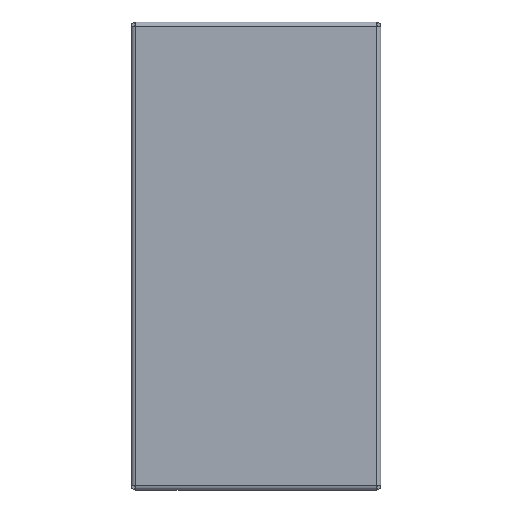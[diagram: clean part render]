
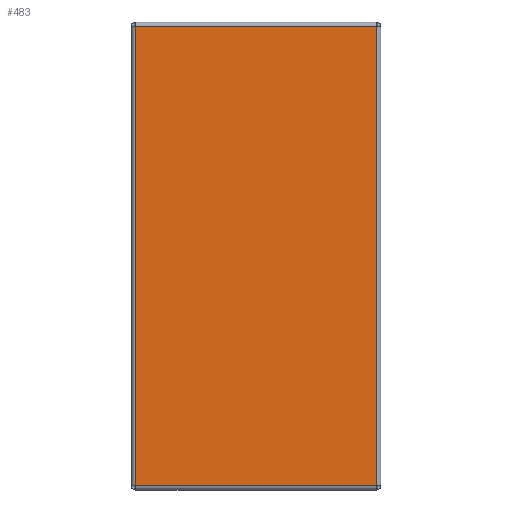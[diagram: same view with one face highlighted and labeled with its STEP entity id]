
A CAD part, front view. The second image highlights one B-rep face of the part: STEP entity #483.
In plain terms, the highlighted planar face has unit normal (0, -1, 0).
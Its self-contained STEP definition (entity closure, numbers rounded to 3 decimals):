
#483 = ADVANCED_FACE( '', ( #1157 ), #1158, .T. );
#1157 = FACE_OUTER_BOUND( '', #4984, .T. );
#1158 = PLANE( '', #4985 );
#4984 = EDGE_LOOP( '', ( #11248, #11249, #11250, #11251 ) );
#4985 = AXIS2_PLACEMENT_3D( '', #11252, #11253, #11254 );
#11248 = ORIENTED_EDGE( '', *, *, #13026, .T. );
#11249 = ORIENTED_EDGE( '', *, *, #13055, .T. );
#11250 = ORIENTED_EDGE( '', *, *, #13056, .T. );
#11251 = ORIENTED_EDGE( '', *, *, #13057, .T. );
#11252 = CARTESIAN_POINT( '', ( 0., 0., 0. ) );
#11253 = DIRECTION( '', ( 0., -1., 0. ) );
#11254 = DIRECTION( '', ( 0., 0., -1. ) );
#13026 = EDGE_CURVE( '', #13905, #14102, #14104, .T. );
#13055 = EDGE_CURVE( '', #14102, #14142, #14143, .T. );
#13056 = EDGE_CURVE( '', #14142, #13989, #14144, .T. );
#13057 = EDGE_CURVE( '', #13989, #13905, #14145, .T. );
#13905 = VERTEX_POINT( '', #15728 );
#13989 = VERTEX_POINT( '', #16016 );
#14102 = VERTEX_POINT( '', #16406 );
#14104 = LINE( '', #16417, #16418 );
#14142 = VERTEX_POINT( '', #16512 );
#14143 = LINE( '', #16513, #16514 );
#14144 = LINE( '', #16515, #16516 );
#14145 = LINE( '', #16517, #16518 );
#15728 = CARTESIAN_POINT( '', ( -98.12, 0., -187.02 ) );
#16016 = CARTESIAN_POINT( '', ( -98.12, 0., 187.02 ) );
#16406 = CARTESIAN_POINT( '', ( 98.12, 0., -187.02 ) );
#16417 = CARTESIAN_POINT( '', ( 98.12, 0., -187.02 ) );
#16418 = VECTOR( '', #18077, 1000. );
#16512 = CARTESIAN_POINT( '', ( 98.12, 0., 187.02 ) );
#16513 = CARTESIAN_POINT( '', ( 98.12, 0., -190.5 ) );
#16514 = VECTOR( '', #18098, 1000. );
#16515 = CARTESIAN_POINT( '', ( -98.12, 0., 187.02 ) );
#16516 = VECTOR( '', #18099, 1000. );
#16517 = CARTESIAN_POINT( '', ( -98.12, 0., 190.5 ) );
#16518 = VECTOR( '', #18100, 1000. );
#18077 = DIRECTION( '', ( 1., 0., 0. ) );
#18098 = DIRECTION( '', ( 0., 0., 1. ) );
#18099 = DIRECTION( '', ( -1., 0., 0. ) );
#18100 = DIRECTION( '', ( 0., 0., -1. ) );
